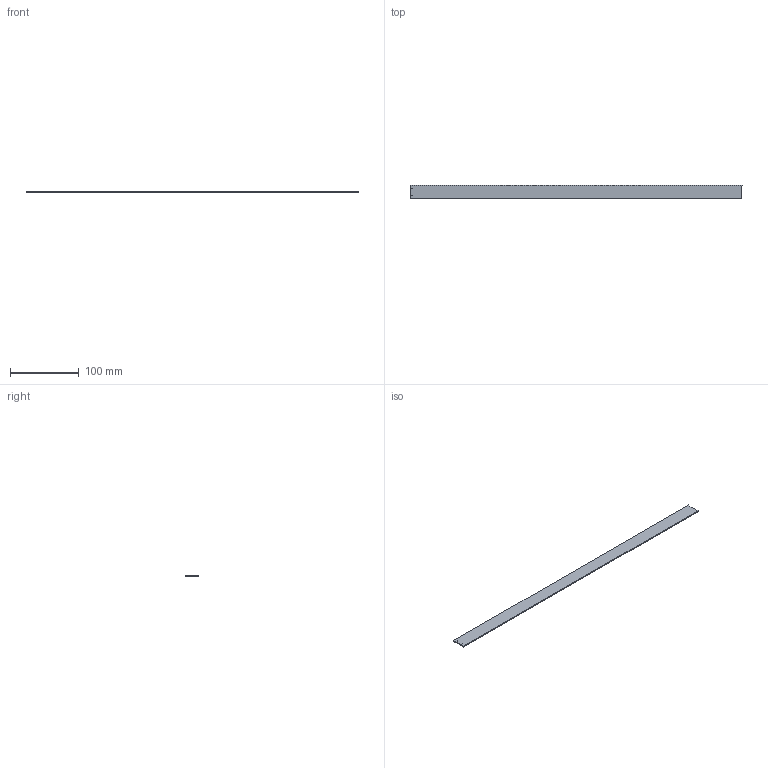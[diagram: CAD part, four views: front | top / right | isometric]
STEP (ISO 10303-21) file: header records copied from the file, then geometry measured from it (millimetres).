
FILE_DESCRIPTION(('Open CASCADE Model'),'2;1');
FILE_NAME('Open CASCADE Shape Model','2019-09-15T23:37:12',('Author'),( 'Open CASCADE'),'Open CASCADE STEP processor 6.8','Open CASCADE 6.8' ,'Unknown');
FILE_SCHEMA(('AUTOMOTIVE_DESIGN { 1 0 10303 214 1 1 1 1 }'));
Length unit declared in the file: millimetre
Products named in the file (3): PCB; Board; Open CASCADE STEP translator 6.8 20.1.1
Assembly tree (2 placements, depth 3):
  PCB
    Board
      Open CASCADE STEP translator 6.8 20.1.1
Bounding box: 484.33 x 20 x 1.6 mm (x, y, z)
Volume: 15474.6 mm3; surface area: 20962.4 mm2
Topology: 1 solids, 1 shells, 8 faces, 18 edges, 12 vertices
Faces by surface type: plane 5, cylinder 3
Full cylindrical faces by diameter (mm): 0.5 x2
Entity records: 293 total; most frequent: DIRECTION 46, CARTESIAN_POINT 41, ORIENTED_EDGE 36, EDGE_CURVE 18, AXIS2_PLACEMENT_3D 17, FACE_BOUND 12, EDGE_LOOP 12, VERTEX_POINT 12
